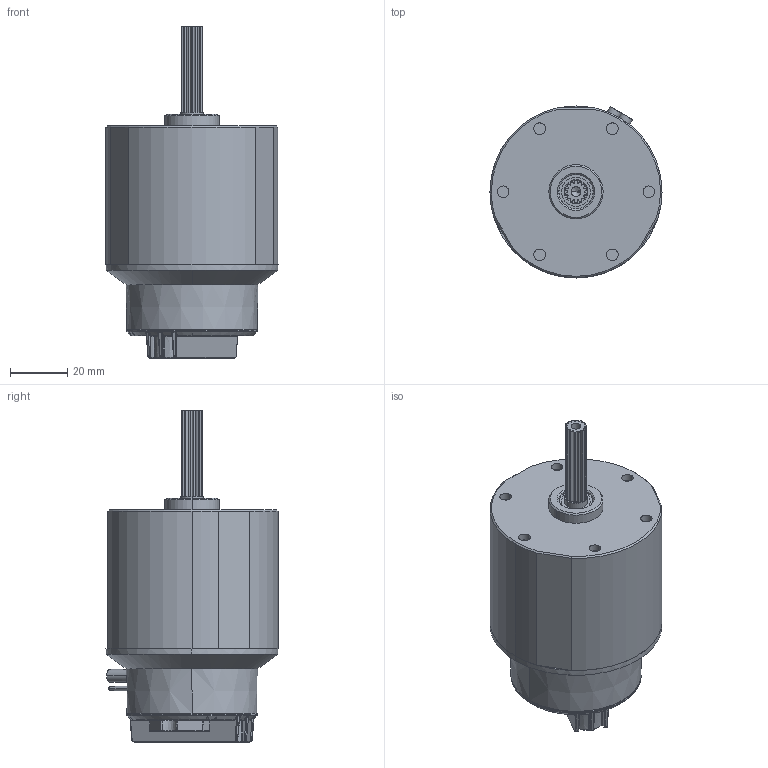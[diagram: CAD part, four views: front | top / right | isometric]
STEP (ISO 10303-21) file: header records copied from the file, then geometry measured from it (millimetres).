
FILE_DESCRIPTION (( 'STEP AP214' ), '1' );
FILE_NAME ('217-6515_Falcon_500.STEP', '2019-12-22T04:24:15', ( '' ), ( '' ), 'SwSTEP 2.0', 'SolidWorks 2018', '' );
FILE_SCHEMA (( 'AUTOMOTIVE_DESIGN' ));
Length unit declared in the file: inch
Products named in the file (1): 217-6515_Falcon_500
Bounding box: 60 x 60 x 115.81 mm (x, y, z)
Volume: 188450.8 mm3; surface area: 30490.3 mm2
Topology: 7 solids, 7 shells, 513 faces, 1147 edges, 640 vertices
Faces by surface type: bspline 140, cylinder 137, sphere 92, plane 71, torus 38, cone 35
Entity records: 20949 total; most frequent: CARTESIAN_POINT 10149, ORIENTED_EDGE 2204, DIRECTION 2096, EDGE_CURVE 1102, AXIS2_PLACEMENT_3D 924, VERTEX_POINT 623, CIRCLE 551, EDGE_LOOP 531
